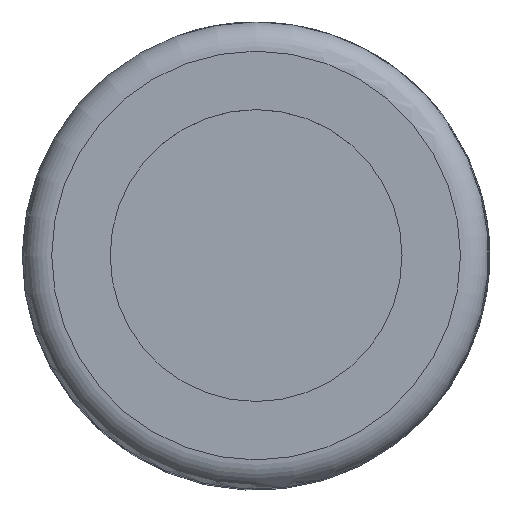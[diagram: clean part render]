
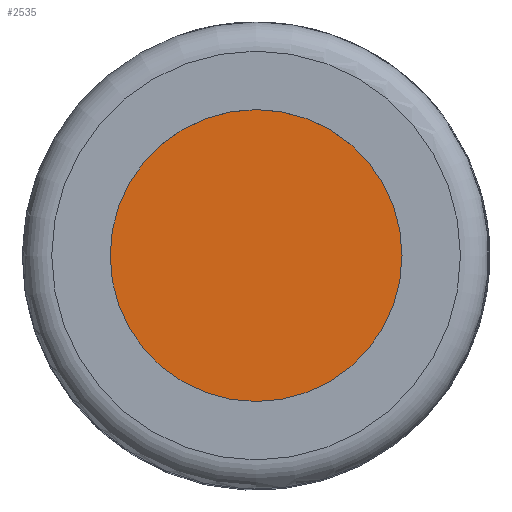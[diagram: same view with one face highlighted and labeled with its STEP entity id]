
A CAD part, top view. The second image highlights one B-rep face of the part: STEP entity #2535.
In plain terms, the highlighted planar face has unit normal (0, 0, 1).
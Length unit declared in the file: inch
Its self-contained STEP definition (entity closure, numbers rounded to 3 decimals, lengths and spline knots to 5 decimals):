
#181=PLANE('',#2696);
#324=FACE_OUTER_BOUND('',#488,.T.);
#488=EDGE_LOOP('',(#2363));
#714=CIRCLE('',#2694,0.1);
#1260=VERTEX_POINT('',#5858);
#1630=EDGE_CURVE('',#1260,#1260,#714,.T.);
#2363=ORIENTED_EDGE('',*,*,#1630,.F.);
#2535=ADVANCED_FACE('',(#324),#181,.T.);
#2694=AXIS2_PLACEMENT_3D('',#5859,#3156,#3157);
#2696=AXIS2_PLACEMENT_3D('',#5862,#3160,#3161);
#3156=DIRECTION('center_axis',(0.,0.,-1.));
#3157=DIRECTION('ref_axis',(-1.,0.,0.));
#3160=DIRECTION('center_axis',(0.,0.,1.));
#3161=DIRECTION('ref_axis',(1.,0.,0.));
#5858=CARTESIAN_POINT('',(0.1,0.,0.485));
#5859=CARTESIAN_POINT('Origin',(0.,0.,0.485));
#5862=CARTESIAN_POINT('Origin',(0.,0.,
0.485));
